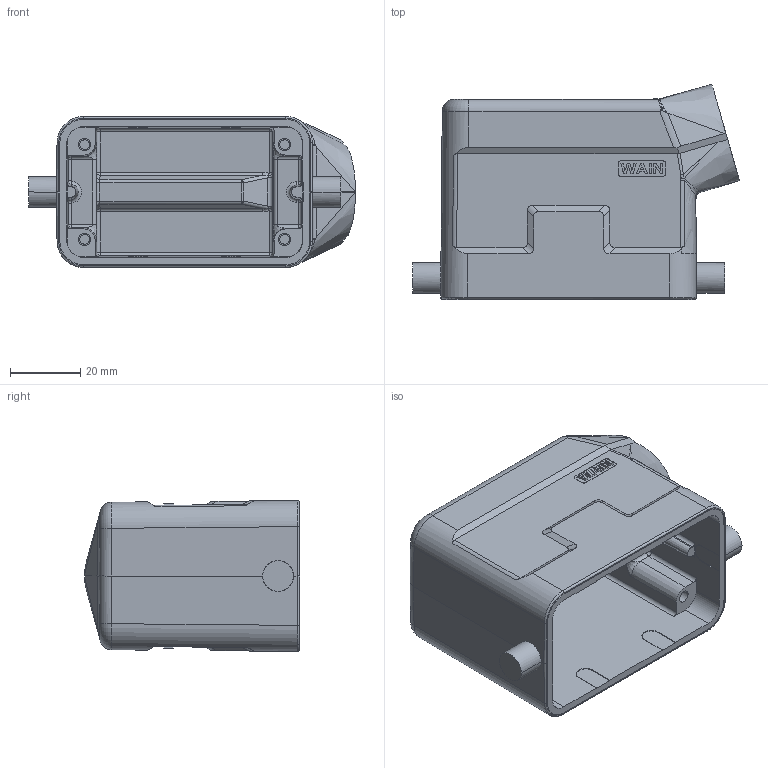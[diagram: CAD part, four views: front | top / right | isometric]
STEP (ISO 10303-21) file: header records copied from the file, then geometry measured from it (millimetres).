
FILE_DESCRIPTION((''),'2;1');
FILE_NAME('3D_1110105151003_W10B-SE-2B-M25','2017-10-21T',('wl.kang'),(''),'PRO/ENGINEER BY PARAMETRIC TECHNOLOGY CORPORATION, 2012480','PRO/ENGINEER BY PARAMETRIC TECHNOLOGY CORPORATION, 2012480','');
FILE_SCHEMA(('AUTOMOTIVE_DESIGN { 1 0 10303 214 1 1 1 1 }'));
Length unit declared in the file: millimetre
Products named in the file (1): 3D_1110105151003_W10B-SE-2B-M25
Bounding box: 93.16 x 61.28 x 42.99 mm (x, y, z)
Volume: 55454.9 mm3; surface area: 31134.1 mm2
Topology: 1 solids, 1 shells, 402 faces, 1051 edges, 654 vertices
Faces by surface type: plane 196, cylinder 119, bspline 50, sphere 20, cone 9, torus 8
Entity records: 15115 total; most frequent: CARTESIAN_POINT 5650, ORIENTED_EDGE 2062, DIRECTION 1684, EDGE_CURVE 1031, VERTEX_POINT 654, VECTOR 616, LINE 616, AXIS2_PLACEMENT_3D 534
